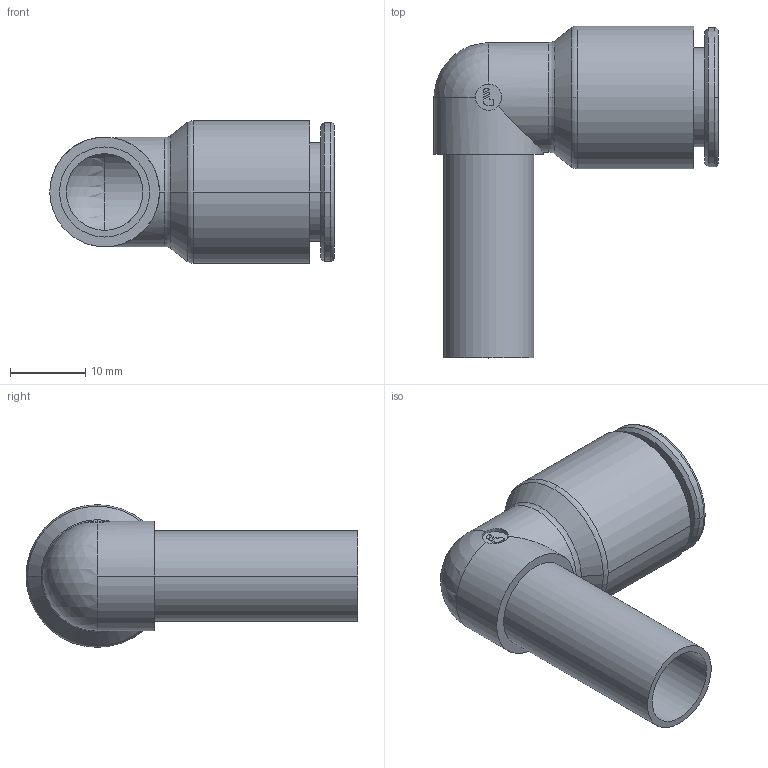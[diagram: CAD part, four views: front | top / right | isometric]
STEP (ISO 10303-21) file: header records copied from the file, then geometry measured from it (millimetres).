
FILE_DESCRIPTION(('STEP AP214'),'1');
FILE_NAME('3182_12_00.stp','2016-07-07T14:53:56',('TraceParts'),('TraceParts S.A.'),'Spatial InterOp 3D',' ',' ');
FILE_SCHEMA(('automotive_design'));
Length unit declared in the file: millimetre
Products named in the file (1): 1
Bounding box: 37.87 x 44.2 x 19 mm (x, y, z)
Volume: 5148.9 mm3; surface area: 5783.4 mm2
Topology: 1 solids, 1 shells, 59 faces, 154 edges, 98 vertices
Faces by surface type: cylinder 24, plane 22, torus 6, cone 4, sphere 3
Entity records: 2042 total; most frequent: CARTESIAN_POINT 535, DIRECTION 339, ORIENTED_EDGE 298, EDGE_CURVE 149, AXIS2_PLACEMENT_3D 136, VERTEX_POINT 98, CIRCLE 74, EDGE_LOOP 67
